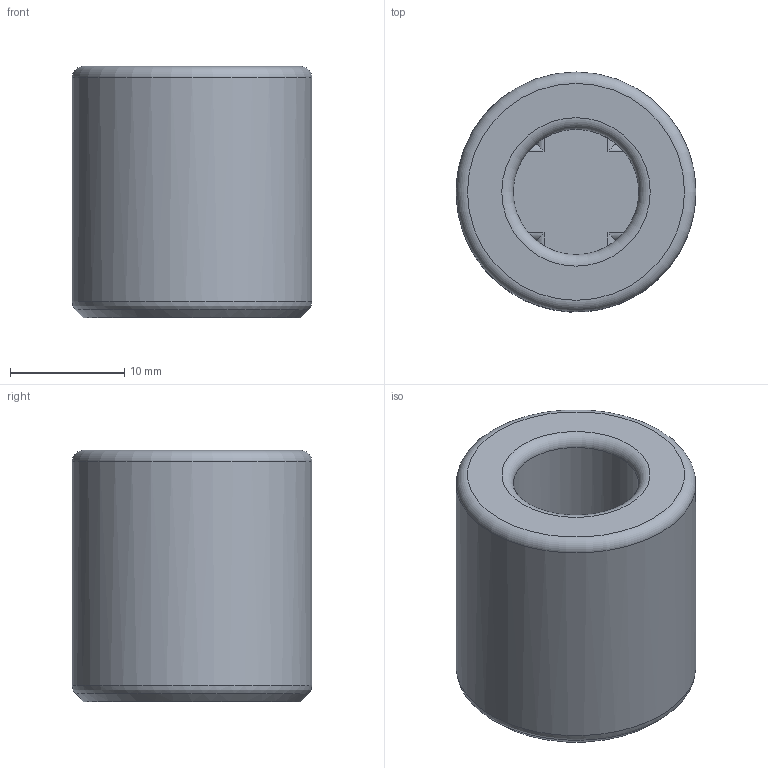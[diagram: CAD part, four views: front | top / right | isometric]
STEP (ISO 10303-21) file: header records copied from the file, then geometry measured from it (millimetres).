
FILE_DESCRIPTION(('Open CASCADE Model'),'2;1');
FILE_NAME('Open CASCADE Shape Model','2025-12-30T14:19:59',('Author'),( 'Open CASCADE'),'Open CASCADE STEP processor 7.7','Open CASCADE 7.7' ,'Unknown');
FILE_SCHEMA(('AUTOMOTIVE_DESIGN { 1 0 10303 214 1 1 1 1 }'));
Length unit declared in the file: millimetre
Products named in the file (1): Open CASCADE STEP translator 7.7 39
Bounding box: 21 x 21 x 22 mm (x, y, z)
Volume: 5661.3 mm3; surface area: 2757.2 mm2
Topology: 1 solids, 1 shells, 61 faces, 146 edges, 92 vertices
Faces by surface type: cylinder 26, plane 19, bspline 9, cone 5, torus 2
Full cylindrical faces by diameter (mm): 11 x1, 21 x1
Entity records: 5436 total; most frequent: CARTESIAN_POINT 2892, DIRECTION 346, ORIENTED_EDGE 292, PCURVE 292, DEFINITIONAL_REPRESENTATION 292, B_SPLINE_CURVE_WITH_KNOTS 218, LINE 161, VECTOR 161
